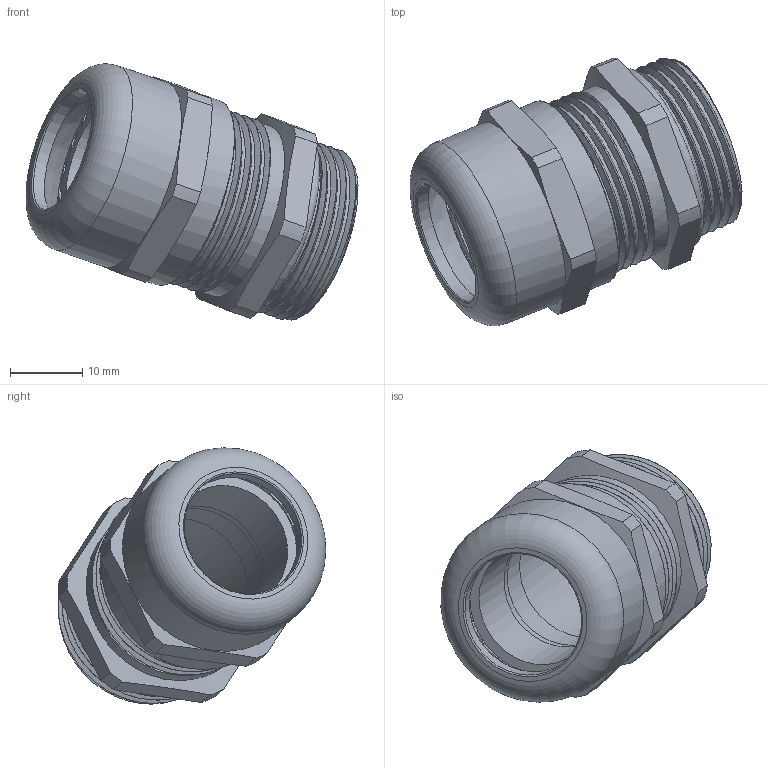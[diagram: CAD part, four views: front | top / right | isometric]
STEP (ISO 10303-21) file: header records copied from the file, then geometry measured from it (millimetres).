
FILE_DESCRIPTION(/* description */ ('Euro-Top M 25x1,5, KB: 11-17 mm'),/* implementation_level */ '2;1');
FILE_NAME(/* name */ '60084525LF-RST.stp',/* time_stamp */ '2020-10-14T11:35:22+02:00',/* author */ ('sl'),/* organization */ (''),/* preprocessor_version */ 'ST-DEVELOPER v16.5',/* originating_system */ 'Autodesk Inventor 2017',/* authorisation */ '');
FILE_SCHEMA (('AUTOMOTIVE_DESIGN { 1 0 10303 214 3 1 1 }'));
Length unit declared in the file: millimetre
Products named in the file (6): 60084525LF; 60084525; 60084525_1; 60084525_2; 60084525_3; 60084525_4
Assembly tree (5 placements, depth 2):
  60084525LF
    60084525
    60084525_1
    60084525_2
    60084525_3
    60084525_4
Bounding box: 45.92 x 37.03 x 35.45 mm (x, y, z)
Volume: 5667.5 mm3; surface area: 13562.5 mm2
Topology: 4 solids, 5 shells, 249 faces, 690 edges, 452 vertices
Faces by surface type: plane 124, cylinder 78, torus 23, cone 18, bspline 6
Full cylindrical faces by diameter (mm): 17.14 x1, 17.4 x1, 17.62 x1, 18.6 x1, 19.9 x1, 20.5 x1, 20.51 x1, 20.65 x1, 22.5 x1, 22.74 x1, 23.91 x2, 24.4 x4, 24.72 x1, 26.5 x1, 26.9 x2
Entity records: 11572 total; most frequent: CARTESIAN_POINT 5279, DIRECTION 1302, ORIENTED_EDGE 1260, EDGE_CURVE 630, AXIS2_PLACEMENT_3D 524, VERTEX_POINT 426, EDGE_LOOP 286, CIRCLE 274
